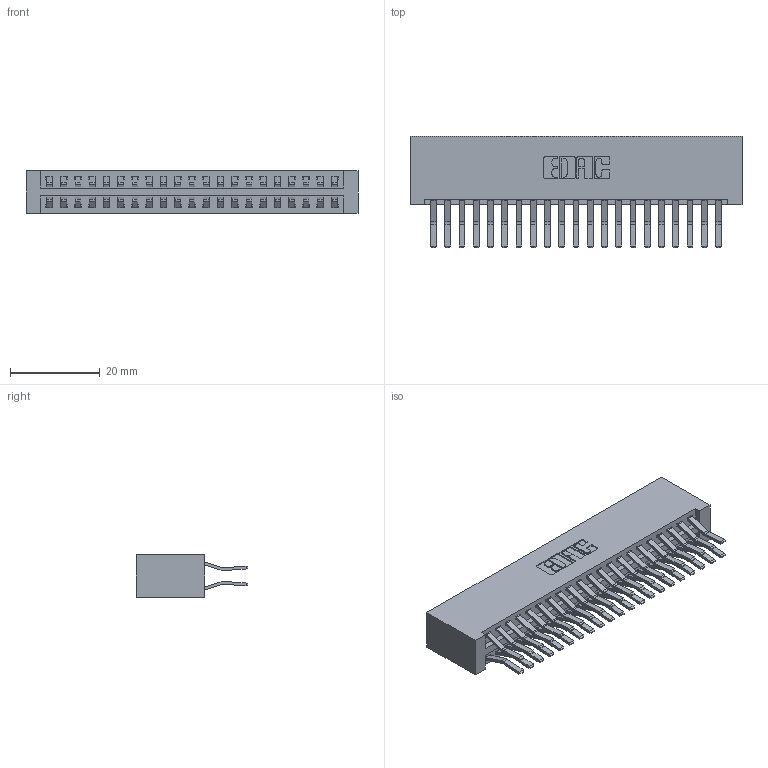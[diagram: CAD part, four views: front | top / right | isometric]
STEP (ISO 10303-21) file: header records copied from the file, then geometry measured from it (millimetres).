
FILE_DESCRIPTION (( 'STEP AP203' ), '1' );
FILE_NAME ('396-042-560-201.STEP', '2019-10-30T11:12:34', ( '' ), ( '' ), 'SwSTEP 2.0', 'SolidWorks 2016', '' );
FILE_SCHEMA (( 'CONFIG_CONTROL_DESIGN' ));
Length unit declared in the file: inch
Products named in the file (3): 396-042-560-201; 345-292-001_560 Tail; 346 Part_No Mounting Lugs
Assembly tree (43 placements, depth 2):
  396-042-560-201
    346 Part_No Mounting Lugs
    345-292-001_560 Tail  x42
Bounding box: 73.91 x 24.78 x 9.4 mm (x, y, z)
Volume: 7893 mm3; surface area: 11417.1 mm2
Topology: 43 solids, 43 shells, 2382 faces, 7067 edges, 4654 vertices
Faces by surface type: plane 1542, cylinder 840
Entity records: 16343 total; most frequent: CARTESIAN_POINT 2720, ORIENTED_EDGE 2654, DIRECTION 2447, EDGE_CURVE 1327, VECTOR 1115, LINE 1115, VERTEX_POINT 882, AXIS2_PLACEMENT_3D 666
